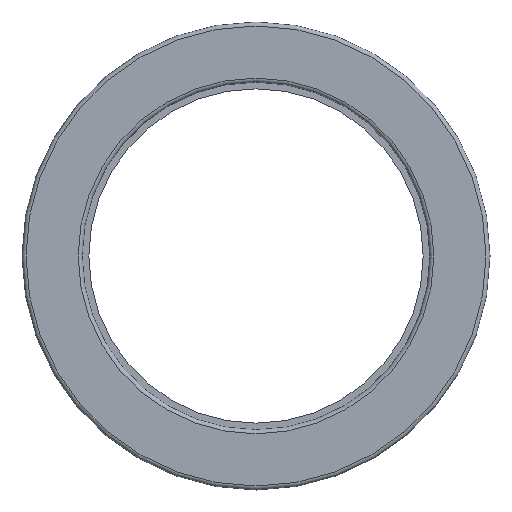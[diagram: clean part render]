
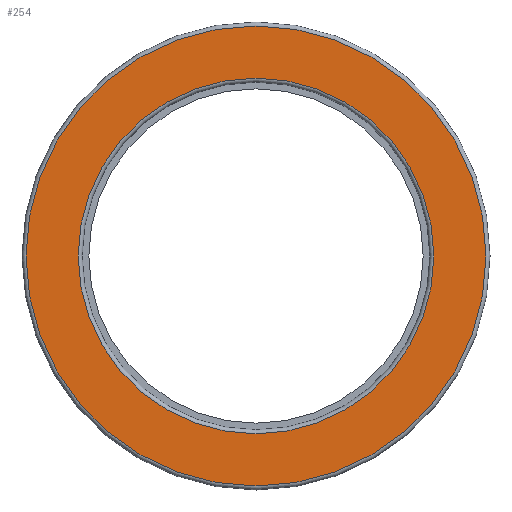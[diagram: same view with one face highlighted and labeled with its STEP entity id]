
A CAD part, front view. The second image highlights one B-rep face of the part: STEP entity #254.
In plain terms, the highlighted planar face has unit normal (0, -1, 0).
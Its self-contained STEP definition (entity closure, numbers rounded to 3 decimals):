
#90=PLANE('',#311);
#106=ORIENTED_EDGE('',*,*,#137,.T.);
#107=ORIENTED_EDGE('',*,*,#136,.F.);
#136=EDGE_CURVE('',#152,#152,#169,.T.);
#137=EDGE_CURVE('',#153,#153,#170,.T.);
#152=VERTEX_POINT('',#463);
#153=VERTEX_POINT('',#466);
#169=CIRCLE('',#310,34.4);
#170=CIRCLE('',#312,26.6);
#187=EDGE_LOOP('',(#106));
#188=EDGE_LOOP('',(#107));
#219=FACE_BOUND('',#187,.T.);
#220=FACE_BOUND('',#188,.T.);
#254=ADVANCED_FACE('',(#219,#220),#90,.T.);
#310=AXIS2_PLACEMENT_3D('',#462,#365,#366);
#311=AXIS2_PLACEMENT_3D('',#464,#367,#368);
#312=AXIS2_PLACEMENT_3D('',#465,#369,#370);
#365=DIRECTION('',(0.,1.,0.));
#366=DIRECTION('',(-1.,0.,0.));
#367=DIRECTION('',(0.,-1.,0.));
#368=DIRECTION('',(1.,0.,0.));
#369=DIRECTION('',(0.,1.,0.));
#370=DIRECTION('',(-1.,0.,0.));
#462=CARTESIAN_POINT('',(0.,0.,0.));
#463=CARTESIAN_POINT('',(-34.4,0.,0.));
#464=CARTESIAN_POINT('',(-34.4,0.,0.));
#465=CARTESIAN_POINT('',(0.,0.,0.));
#466=CARTESIAN_POINT('',(-26.6,0.,0.));
